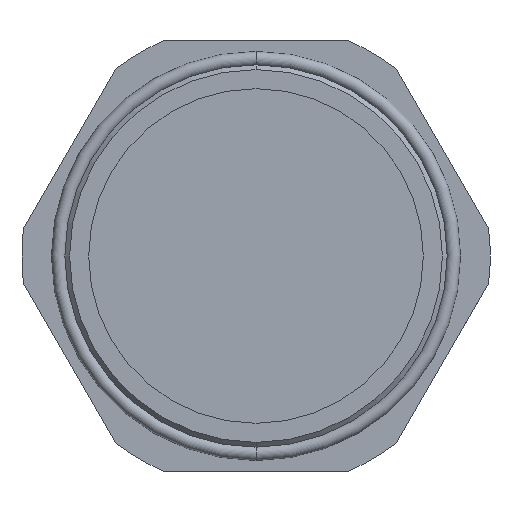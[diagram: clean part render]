
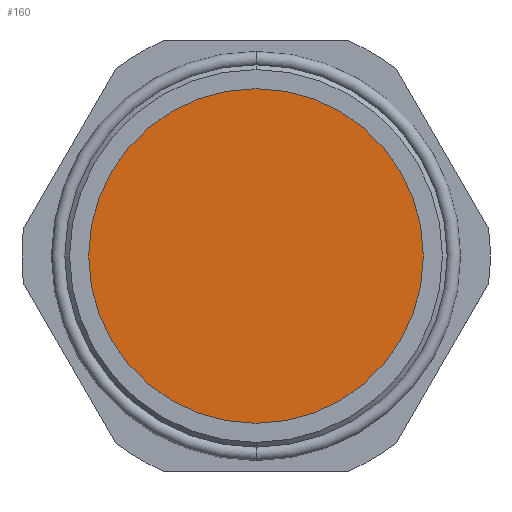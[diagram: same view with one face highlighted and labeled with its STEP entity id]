
A CAD part, front view. The second image highlights one B-rep face of the part: STEP entity #160.
In plain terms, the highlighted planar face has unit normal (0, -1, 0).
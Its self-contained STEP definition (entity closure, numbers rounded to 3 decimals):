
#35 = CARTESIAN_POINT ( 'NONE',  ( 0., -1.5, 0. ) ) ;
#36 = DIRECTION ( 'NONE',  ( 0., -1., 0. ) ) ;
#37 = DIRECTION ( 'NONE',  ( 0., 0., -1. ) ) ;
#160 = ADVANCED_FACE ( 'NONE', ( #742 ), #992, .F. ) ;
#304 = EDGE_LOOP ( 'NONE', ( #943, #942 ) ) ;
#524 = EDGE_CURVE ( 'NONE', #705, #704, #611, .T. ) ;
#589 = EDGE_CURVE ( 'NONE', #704, #705, #641, .T. ) ;
#611 = CIRCLE ( 'NONE', #1094, 17.5 ) ;
#641 = CIRCLE ( 'NONE', #1098, 17.5 ) ;
#704 = VERTEX_POINT ( 'NONE', #855 ) ;
#705 = VERTEX_POINT ( 'NONE', #856 ) ;
#738 = AXIS2_PLACEMENT_3D ( 'NONE', #993, #994, #995 ) ;
#742 = FACE_OUTER_BOUND ( 'NONE', #304, .T. ) ;
#808 = CARTESIAN_POINT ( 'NONE',  ( 0., -1.5, 0. ) ) ;
#809 = DIRECTION ( 'NONE',  ( 0., -1., 0. ) ) ;
#810 = DIRECTION ( 'NONE',  ( 0., 0., -1. ) ) ;
#855 = CARTESIAN_POINT ( 'NONE',  ( 0., -1.5, -17.5 ) ) ;
#856 = CARTESIAN_POINT ( 'NONE',  ( 0., -1.5, 17.5 ) ) ;
#942 = ORIENTED_EDGE ( 'NONE', *, *, #524, .T. ) ;
#943 = ORIENTED_EDGE ( 'NONE', *, *, #589, .T. ) ;
#992 = PLANE ( 'NONE',  #738 ) ;
#993 = CARTESIAN_POINT ( 'NONE',  ( -17.5, -1.5, 0. ) ) ;
#994 = DIRECTION ( 'NONE',  ( 0., 1., 0. ) ) ;
#995 = DIRECTION ( 'NONE',  ( 0., 0., 1. ) ) ;
#1094 = AXIS2_PLACEMENT_3D ( 'NONE', #35, #36, #37 ) ;
#1098 = AXIS2_PLACEMENT_3D ( 'NONE', #808, #809, #810 ) ;
